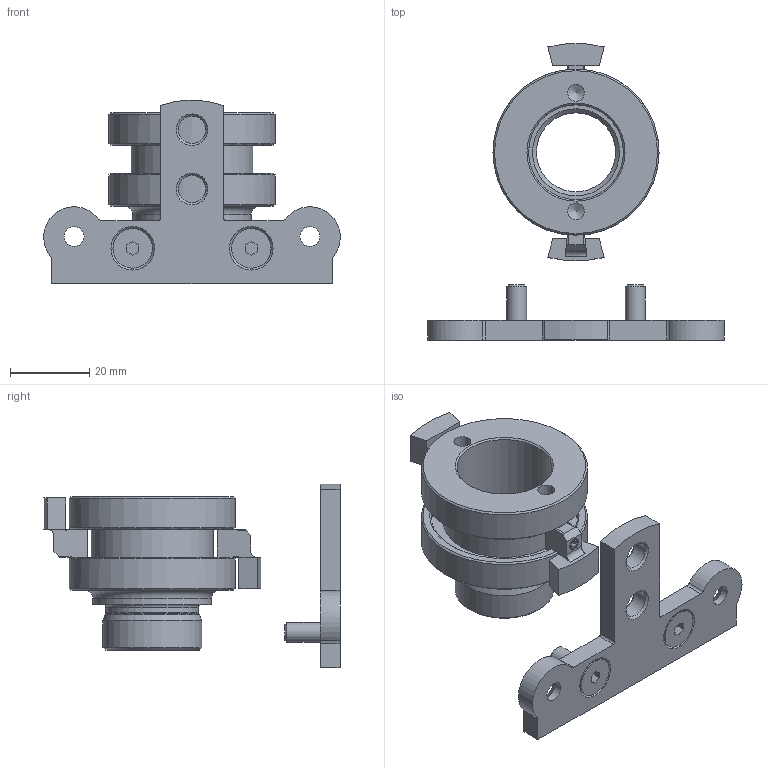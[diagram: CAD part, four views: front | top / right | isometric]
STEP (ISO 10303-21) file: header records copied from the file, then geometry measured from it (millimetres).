
FILE_DESCRIPTION(/* description */ ('STEP AP214'),/* implementation_level */ '2;1');
FILE_NAME(/* name */ '558396_EAPS-R1-25-S-WH',/* time_stamp */ '2024-08-27T10:24:08+02:00',/* author */ ('License CC BY-ND 4.0'),/* organization */ ('CADENAS'),/* preprocessor_version */ 'ST-DEVELOPER v19.3',/* originating_system */ 'PARTsolutions',/* authorisation */ ' ');
FILE_SCHEMA (('AUTOMOTIVE_DESIGN {1 0 10303 214 3 1 1}'));
Length unit declared in the file: millimetre
Products named in the file (4): 558396 EAPS-R1-25-S-WH; Aufnahme 2_A; Nocke301---(h); 558396 EAPS-R1-25-S-WH---(H)
Assembly tree (4 placements, depth 2):
  558396 EAPS-R1-25-S-WH
    Aufnahme 2_A
    Nocke301---(h)  x2
    558396 EAPS-R1-25-S-WH---(H)
Bounding box: 75 x 74.9 x 46.5 mm (x, y, z)
Volume: 28761.1 mm3; surface area: 17803.2 mm2
Topology: 4 solids, 4 shells, 178 faces, 427 edges, 274 vertices
Faces by surface type: plane 86, cylinder 55, cone 34, torus 3
Full cylindrical faces by diameter (mm): 2.459 x2, 4.3 x2, 5 x6, 6.917 x2, 10 x2, 20 x1, 23.4 x1, 24 x1, 25 x1, 30 x1, 30.8 x1, 37 x2, 42 x2
Entity records: 3775 total; most frequent: DIRECTION 660, CARTESIAN_POINT 645, ORIENTED_EDGE 530, EDGE_CURVE 265, AXIS2_PLACEMENT_3D 264, FACE_BOUND 216, EDGE_LOOP 214, VERTEX_POINT 201
